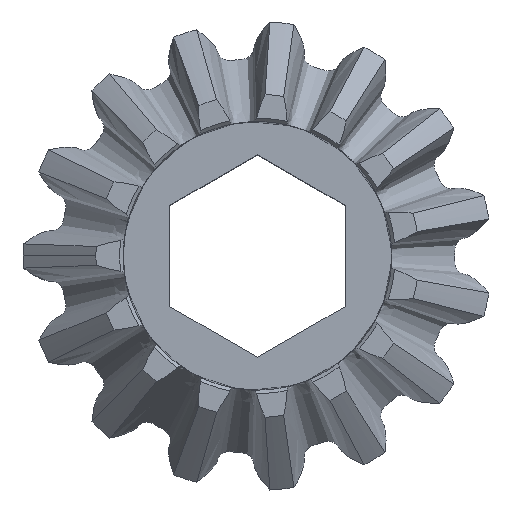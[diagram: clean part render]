
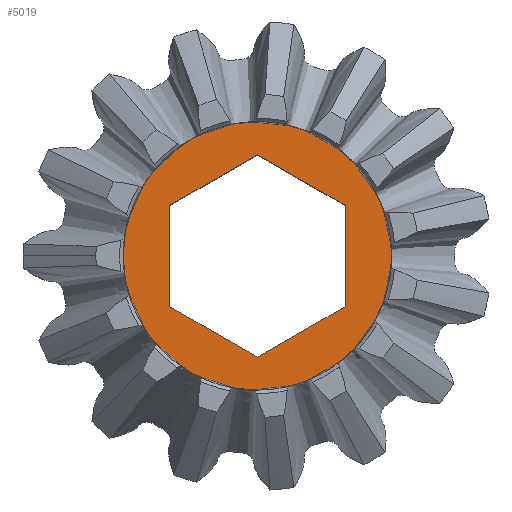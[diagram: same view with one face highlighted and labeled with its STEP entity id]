
A CAD part, top view. The second image highlights one B-rep face of the part: STEP entity #5019.
In plain terms, the highlighted planar face has unit normal (0, 0, 1).
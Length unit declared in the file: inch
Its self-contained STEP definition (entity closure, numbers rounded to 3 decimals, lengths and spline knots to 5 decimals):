
#52 = VERTEX_POINT ( 'NONE', #5728 ) ;
#80 = LINE ( 'NONE', #5303, #3293 ) ;
#87 = EDGE_CURVE ( 'NONE', #5843, #7143, #8264, .T. ) ;
#131 = EDGE_CURVE ( 'NONE', #4241, #294, #5915, .T. ) ;
#294 = VERTEX_POINT ( 'NONE', #4592 ) ;
#297 = EDGE_CURVE ( 'NONE', #294, #5843, #7850, .T. ) ;
#350 = ORIENTED_EDGE ( 'NONE', *, *, #87, .T. ) ;
#571 = VERTEX_POINT ( 'NONE', #7989 ) ;
#600 = VECTOR ( 'NONE', #3310, 39.37008 ) ;
#704 = AXIS2_PLACEMENT_3D ( 'NONE', #5976, #6625, #2793 ) ;
#758 = DIRECTION ( 'NONE',  ( 1., 0., 0. ) ) ;
#778 = CARTESIAN_POINT ( 'NONE',  ( 0., 0.29041, -0.52994 ) ) ;
#810 = CARTESIAN_POINT ( 'NONE',  ( 0.2515, 0.1452, -0.52994 ) ) ;
#824 = DIRECTION ( 'NONE',  ( 0.866, 0.5, 0. ) ) ;
#949 = EDGE_LOOP ( 'NONE', ( #4015, #2781 ) ) ;
#1343 = CARTESIAN_POINT ( 'NONE',  ( -0.385, 0., -0.52994 ) ) ;
#1378 = CARTESIAN_POINT ( 'NONE',  ( -0.2515, -0.1452, -0.52994 ) ) ;
#2080 = PLANE ( 'NONE',  #5708 ) ;
#2104 = DIRECTION ( 'NONE',  ( -0.866, 0.5, 0. ) ) ;
#2137 = DIRECTION ( 'NONE',  ( 0., 0., 1. ) ) ;
#2488 = ORIENTED_EDGE ( 'NONE', *, *, #7259, .T. ) ;
#2533 = ORIENTED_EDGE ( 'NONE', *, *, #4935, .T. ) ;
#2781 = ORIENTED_EDGE ( 'NONE', *, *, #5100, .T. ) ;
#2793 = DIRECTION ( 'NONE',  ( 1., 0., 0. ) ) ;
#2859 = EDGE_CURVE ( 'NONE', #52, #4572, #7227, .T. ) ;
#3011 = CIRCLE ( 'NONE', #8312, 0.385 ) ;
#3293 = VECTOR ( 'NONE', #824, 39.37008 ) ;
#3310 = DIRECTION ( 'NONE',  ( 0., 1., 0. ) ) ;
#3474 = CARTESIAN_POINT ( 'NONE',  ( 0., 0., -0.52994 ) ) ;
#3508 = VECTOR ( 'NONE', #6535, 39.37008 ) ;
#3511 = CARTESIAN_POINT ( 'NONE',  ( 0., -0.29041, -0.52994 ) ) ;
#4015 = ORIENTED_EDGE ( 'NONE', *, *, #2859, .T. ) ;
#4053 = DIRECTION ( 'NONE',  ( 1., 0., 0. ) ) ;
#4096 = DIRECTION ( 'NONE',  ( 0.866, -0.5, 0. ) ) ;
#4191 = FACE_OUTER_BOUND ( 'NONE', #949, .T. ) ;
#4241 = VERTEX_POINT ( 'NONE', #5637 ) ;
#4572 = VERTEX_POINT ( 'NONE', #1343 ) ;
#4592 = CARTESIAN_POINT ( 'NONE',  ( 0.2515, -0.1452, -0.52994 ) ) ;
#4617 = CARTESIAN_POINT ( 'NONE',  ( 0., -0.29041, -0.52994 ) ) ;
#4820 = VECTOR ( 'NONE', #2104, 39.37008 ) ;
#4935 = EDGE_CURVE ( 'NONE', #7143, #571, #5507, .T. ) ;
#4946 = VERTEX_POINT ( 'NONE', #7157 ) ;
#5019 = ADVANCED_FACE ( 'NONE', ( #6220, #4191 ), #2080, .T. ) ;
#5100 = EDGE_CURVE ( 'NONE', #4572, #52, #3011, .T. ) ;
#5158 = EDGE_LOOP ( 'NONE', ( #2533, #2488, #7451, #7856, #7619, #350 ) ) ;
#5303 = CARTESIAN_POINT ( 'NONE',  ( -0.2515, 0.1452, -0.52994 ) ) ;
#5394 = LINE ( 'NONE', #778, #5707 ) ;
#5507 = LINE ( 'NONE', #1378, #600 ) ;
#5637 = CARTESIAN_POINT ( 'NONE',  ( 0.2515, 0.1452, -0.52994 ) ) ;
#5707 = VECTOR ( 'NONE', #4096, 39.37008 ) ;
#5708 = AXIS2_PLACEMENT_3D ( 'NONE', #5939, #7212, #758 ) ;
#5728 = CARTESIAN_POINT ( 'NONE',  ( 0.385, 0., -0.52994 ) ) ;
#5843 = VERTEX_POINT ( 'NONE', #3511 ) ;
#5882 = DIRECTION ( 'NONE',  ( 0., -1., 0. ) ) ;
#5915 = LINE ( 'NONE', #810, #7234 ) ;
#5939 = CARTESIAN_POINT ( 'NONE',  ( 0., 0., -0.52994 ) ) ;
#5976 = CARTESIAN_POINT ( 'NONE',  ( 0., 0., -0.52994 ) ) ;
#6220 = FACE_BOUND ( 'NONE', #5158, .T. ) ;
#6535 = DIRECTION ( 'NONE',  ( -0.866, -0.5, 0. ) ) ;
#6593 = CARTESIAN_POINT ( 'NONE',  ( 0.2515, -0.1452, -0.52994 ) ) ;
#6625 = DIRECTION ( 'NONE',  ( 0., 0., 1. ) ) ;
#6661 = CARTESIAN_POINT ( 'NONE',  ( -0.2515, -0.1452, -0.52994 ) ) ;
#7143 = VERTEX_POINT ( 'NONE', #6661 ) ;
#7157 = CARTESIAN_POINT ( 'NONE',  ( 0., 0.29041, -0.52994 ) ) ;
#7212 = DIRECTION ( 'NONE',  ( 0., 0., 1. ) ) ;
#7227 = CIRCLE ( 'NONE', #704, 0.385 ) ;
#7234 = VECTOR ( 'NONE', #5882, 39.37008 ) ;
#7259 = EDGE_CURVE ( 'NONE', #571, #4946, #80, .T. ) ;
#7451 = ORIENTED_EDGE ( 'NONE', *, *, #7480, .T. ) ;
#7480 = EDGE_CURVE ( 'NONE', #4946, #4241, #5394, .T. ) ;
#7619 = ORIENTED_EDGE ( 'NONE', *, *, #297, .T. ) ;
#7850 = LINE ( 'NONE', #6593, #3508 ) ;
#7856 = ORIENTED_EDGE ( 'NONE', *, *, #131, .T. ) ;
#7989 = CARTESIAN_POINT ( 'NONE',  ( -0.2515, 0.1452, -0.52994 ) ) ;
#8264 = LINE ( 'NONE', #4617, #4820 ) ;
#8312 = AXIS2_PLACEMENT_3D ( 'NONE', #3474, #2137, #4053 ) ;
